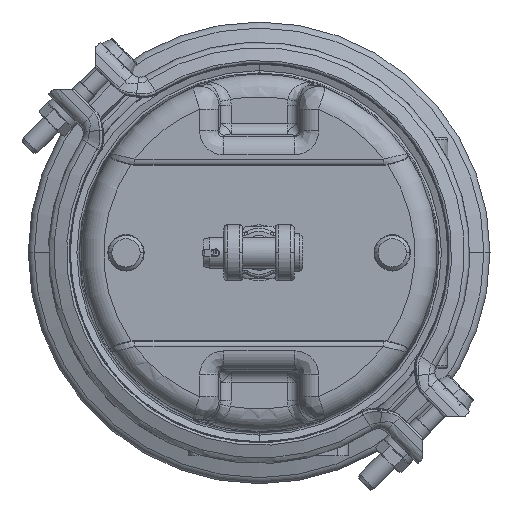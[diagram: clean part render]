
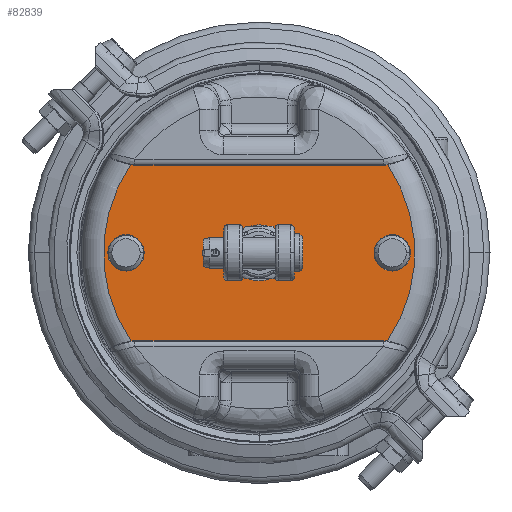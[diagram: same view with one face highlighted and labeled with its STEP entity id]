
A CAD part, front view. The second image highlights one B-rep face of the part: STEP entity #82839.
In plain terms, the highlighted planar face has unit normal (0, -1, 0).
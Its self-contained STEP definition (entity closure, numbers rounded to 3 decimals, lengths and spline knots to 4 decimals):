
#26484=CARTESIAN_POINT('',(2.2896,-2.4688,
1.5726));
#26485=CARTESIAN_POINT('',(2.286,-2.4688,
1.5718));
#26486=CARTESIAN_POINT('',(2.2786,-2.4688,
1.5702));
#26487=CARTESIAN_POINT('',(2.2668,-2.4688,
1.5683));
#26488=CARTESIAN_POINT('',(2.2545,-2.4688,
1.5667));
#26489=CARTESIAN_POINT('',(2.2418,-2.4688,
1.5655));
#26490=CARTESIAN_POINT('',(2.2287,-2.4688,
1.5648));
#26491=CARTESIAN_POINT('',(2.2199,-2.4688,
1.5646));
#26492=CARTESIAN_POINT('',(2.2154,-2.4688,
1.5646));
#26630=CARTESIAN_POINT('',(0.,-2.4688,0.));
#26631=DIRECTION('',(0.,-1.,0.));
#26632=DIRECTION('',(0.824,0.,-0.566));
#26633=AXIS2_PLACEMENT_3D('',#26630,#26631,#26632);
#26743=CARTESIAN_POINT('',(2.2154,-2.4688,
-1.5646));
#26744=CARTESIAN_POINT('',(2.2199,-2.4688,
-1.5646));
#26745=CARTESIAN_POINT('',(2.2287,-2.4688,
-1.5648));
#26746=CARTESIAN_POINT('',(2.2418,-2.4688,
-1.5655));
#26747=CARTESIAN_POINT('',(2.2545,-2.4688,
-1.5667));
#26748=CARTESIAN_POINT('',(2.2668,-2.4688,
-1.5683));
#26749=CARTESIAN_POINT('',(2.2786,-2.4688,
-1.5702));
#26750=CARTESIAN_POINT('',(2.286,-2.4688,
-1.5718));
#26751=CARTESIAN_POINT('',(2.2896,-2.4688,
-1.5726));
#26769=DIRECTION('',(1.,0.,0.));
#26770=VECTOR('',#26769,4.4309);
#26771=CARTESIAN_POINT('',(-2.2154,-2.4688,
-1.5646));
#26772=LINE('',#26771,#26770);
#27757=CARTESIAN_POINT('',(-2.2896,-2.4688,
-1.5726));
#27758=CARTESIAN_POINT('',(-2.286,-2.4688,
-1.5718));
#27759=CARTESIAN_POINT('',(-2.2787,-2.4688,
-1.5702));
#27760=CARTESIAN_POINT('',(-2.2669,-2.4688,
-1.5683));
#27761=CARTESIAN_POINT('',(-2.2546,-2.4688,
-1.5667));
#27762=CARTESIAN_POINT('',(-2.2419,-2.4688,
-1.5655));
#27763=CARTESIAN_POINT('',(-2.2288,-2.4688,
-1.5648));
#27764=CARTESIAN_POINT('',(-2.2199,-2.4688,
-1.5646));
#27765=CARTESIAN_POINT('',(-2.2154,-2.4688,
-1.5646));
#27898=CARTESIAN_POINT('',(0.,-2.4688,0.));
#27899=DIRECTION('',(0.,-1.,0.));
#27900=DIRECTION('',(-0.824,0.,0.566));
#27901=AXIS2_PLACEMENT_3D('',#27898,#27899,#27900);
#28052=CARTESIAN_POINT('',(-2.2896,-2.4688,
1.5726));
#28131=CARTESIAN_POINT('',(-2.2154,-2.4688,
1.5646));
#28132=CARTESIAN_POINT('',(-2.2199,-2.4688,
1.5646));
#28133=CARTESIAN_POINT('',(-2.2288,-2.4688,
1.5648));
#28134=CARTESIAN_POINT('',(-2.2419,-2.4688,
1.5655));
#28135=CARTESIAN_POINT('',(-2.2546,-2.4688,
1.5667));
#28136=CARTESIAN_POINT('',(-2.2669,-2.4688,
1.5683));
#28137=CARTESIAN_POINT('',(-2.2787,-2.4688,
1.5702));
#28138=CARTESIAN_POINT('',(-2.286,-2.4688,
1.5718));
#28139=CARTESIAN_POINT('',(-2.2896,-2.4688,
1.5726));
#28157=DIRECTION('',(-1.,0.,0.));
#28158=VECTOR('',#28157,4.4309);
#28159=CARTESIAN_POINT('',(2.2154,-2.4688,
1.5646));
#28160=LINE('',#28159,#28158);
#28170=CARTESIAN_POINT('',(-2.375,-2.4688,0.));
#28171=DIRECTION('',(0.,-1.,0.));
#28172=DIRECTION('',(0.,0.,1.));
#28173=AXIS2_PLACEMENT_3D('',#28170,#28171,#28172);
#28175=CARTESIAN_POINT('',(-2.375,-2.4688,0.));
#28176=DIRECTION('',(0.,-1.,0.));
#28177=DIRECTION('',(0.,0.,-1.));
#28178=AXIS2_PLACEMENT_3D('',#28175,#28176,#28177);
#28180=CARTESIAN_POINT('',(0.,-2.4688,0.));
#28181=DIRECTION('',(0.,-1.,0.));
#28182=DIRECTION('',(0.,0.,1.));
#28183=AXIS2_PLACEMENT_3D('',#28180,#28181,#28182);
#28185=CARTESIAN_POINT('',(0.,-2.4688,0.));
#28186=DIRECTION('',(0.,-1.,0.));
#28187=DIRECTION('',(0.,0.,-1.));
#28188=AXIS2_PLACEMENT_3D('',#28185,#28186,#28187);
#28190=CARTESIAN_POINT('',(2.375,-2.4688,0.));
#28191=DIRECTION('',(0.,-1.,0.));
#28192=DIRECTION('',(0.,0.,1.));
#28193=AXIS2_PLACEMENT_3D('',#28190,#28191,#28192);
#28195=CARTESIAN_POINT('',(2.375,-2.4688,0.));
#28196=DIRECTION('',(0.,-1.,0.));
#28197=DIRECTION('',(0.,0.,-1.));
#28198=AXIS2_PLACEMENT_3D('',#28195,#28196,#28197);
#35071=VERTEX_POINT('',#26743);
#35072=VERTEX_POINT('',#26751);
#35075=CARTESIAN_POINT('',(-2.2154,-2.4688,
-1.5646));
#35076=VERTEX_POINT('',#35075);
#35078=VERTEX_POINT('',#27757);
#35086=VERTEX_POINT('',#28052);
#35088=VERTEX_POINT('',#28131);
#35091=CARTESIAN_POINT('',(2.2154,-2.4688,
1.5646));
#35092=VERTEX_POINT('',#35091);
#35094=VERTEX_POINT('',#26484);
#35119=CARTESIAN_POINT('',(-2.375,-2.4688,0.3238));
#35120=CARTESIAN_POINT('',(-2.375,-2.4688,-0.3238));
#35121=VERTEX_POINT('',#35119);
#35122=VERTEX_POINT('',#35120);
#35123=CARTESIAN_POINT('',(0.,-2.4688,0.5));
#35124=CARTESIAN_POINT('',(0.,-2.4688,-0.5));
#35125=VERTEX_POINT('',#35123);
#35126=VERTEX_POINT('',#35124);
#35127=CARTESIAN_POINT('',(2.375,-2.4688,0.3238));
#35128=CARTESIAN_POINT('',(2.375,-2.4688,-0.3238));
#35129=VERTEX_POINT('',#35127);
#35130=VERTEX_POINT('',#35128);
#82806=CARTESIAN_POINT('',(-3.6809,-2.4688,
1.6544));
#82807=DIRECTION('',(0.,1.,0.));
#82808=DIRECTION('',(0.,0.,-1.));
#82809=AXIS2_PLACEMENT_3D('',#82806,#82807,#82808);
#82810=PLANE('',#82809);
#82811=ORIENTED_EDGE('',*,*,#82753,.F.);
#82812=ORIENTED_EDGE('',*,*,#82774,.F.);
#82813=ORIENTED_EDGE('',*,*,#80730,.F.);
#82814=ORIENTED_EDGE('',*,*,#80868,.F.);
#82815=ORIENTED_EDGE('',*,*,#81048,.F.);
#82816=ORIENTED_EDGE('',*,*,#81071,.F.);
#82817=ORIENTED_EDGE('',*,*,#82368,.F.);
#82818=ORIENTED_EDGE('',*,*,#82503,.F.);
#82819=EDGE_LOOP('',(#82811,#82812,#82813,#82814,#82815,#82816,#82817,#82818));
#82820=FACE_OUTER_BOUND('',#82819,.F.);
#82822=ORIENTED_EDGE('',*,*,#82821,.T.);
#82824=ORIENTED_EDGE('',*,*,#82823,.T.);
#82825=EDGE_LOOP('',(#82822,#82824));
#82826=FACE_BOUND('',#82825,.F.);
#82828=ORIENTED_EDGE('',*,*,#82827,.T.);
#82830=ORIENTED_EDGE('',*,*,#82829,.T.);
#82831=EDGE_LOOP('',(#82828,#82830));
#82832=FACE_BOUND('',#82831,.F.);
#82834=ORIENTED_EDGE('',*,*,#82833,.T.);
#82836=ORIENTED_EDGE('',*,*,#82835,.T.);
#82837=EDGE_LOOP('',(#82834,#82836));
#82838=FACE_BOUND('',#82837,.F.);
#26493=B_SPLINE_CURVE_WITH_KNOTS('',3,(#26484,#26485,#26486,#26487,#26488,
#26489,#26490,#26491,#26492),.UNSPECIFIED.,.F.,.F.,(4,1,1,1,1,1,4),(0.,
0.1667,0.3333,0.5,0.6667,0.8333,
1.),.UNSPECIFIED.);
#26634=CIRCLE('',#26633,2.7777);
#26752=B_SPLINE_CURVE_WITH_KNOTS('',3,(#26743,#26744,#26745,#26746,#26747,
#26748,#26749,#26750,#26751),.UNSPECIFIED.,.F.,.F.,(4,1,1,1,1,1,4),(0.,
0.1667,0.3333,0.5,0.6667,0.8333,
1.),.UNSPECIFIED.);
#27766=B_SPLINE_CURVE_WITH_KNOTS('',3,(#27757,#27758,#27759,#27760,#27761,
#27762,#27763,#27764,#27765),.UNSPECIFIED.,.F.,.F.,(4,1,1,1,1,1,4),(0.,
0.1667,0.3333,0.5,0.6667,0.8333,
1.),.UNSPECIFIED.);
#27902=CIRCLE('',#27901,2.7777);
#28140=B_SPLINE_CURVE_WITH_KNOTS('',3,(#28131,#28132,#28133,#28134,#28135,
#28136,#28137,#28138,#28139),.UNSPECIFIED.,.F.,.F.,(4,1,1,1,1,1,4),(0.,
0.1667,0.3333,0.5,0.6667,0.8333,
1.),.UNSPECIFIED.);
#28174=CIRCLE('',#28173,0.3238);
#28179=CIRCLE('',#28178,0.3238);
#28184=CIRCLE('',#28183,0.5);
#28189=CIRCLE('',#28188,0.5);
#28194=CIRCLE('',#28193,0.3238);
#28199=CIRCLE('',#28198,0.3238);
#80730=EDGE_CURVE('',#35094,#35092,#26493,.T.);
#80868=EDGE_CURVE('',#35072,#35094,#26634,.T.);
#81048=EDGE_CURVE('',#35071,#35072,#26752,.T.);
#81071=EDGE_CURVE('',#35076,#35071,#26772,.T.);
#82368=EDGE_CURVE('',#35078,#35076,#27766,.T.);
#82503=EDGE_CURVE('',#35086,#35078,#27902,.T.);
#82753=EDGE_CURVE('',#35088,#35086,#28140,.T.);
#82774=EDGE_CURVE('',#35092,#35088,#28160,.T.);
#82821=EDGE_CURVE('',#35121,#35122,#28174,.T.);
#82823=EDGE_CURVE('',#35122,#35121,#28179,.T.);
#82827=EDGE_CURVE('',#35125,#35126,#28184,.T.);
#82829=EDGE_CURVE('',#35126,#35125,#28189,.T.);
#82833=EDGE_CURVE('',#35129,#35130,#28194,.T.);
#82835=EDGE_CURVE('',#35130,#35129,#28199,.T.);
#82839=ADVANCED_FACE('',(#82820,#82826,#82832,#82838),#82810,.F.);
